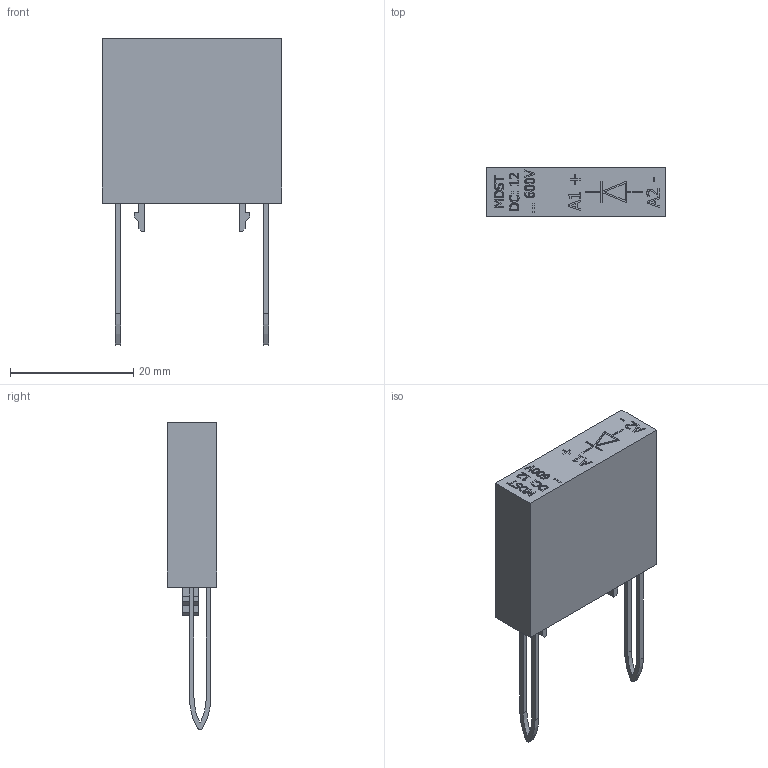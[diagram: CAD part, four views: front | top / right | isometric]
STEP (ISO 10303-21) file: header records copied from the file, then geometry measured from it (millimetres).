
FILE_DESCRIPTION((''),'2;1');
FILE_NAME('12C70087G01 - 300-SDS5T.stp','2015-05-26T09:40:17',('rshanor'),(''),'Autodesk Inventor 2013','Autodesk Inventor 2013','');
FILE_SCHEMA(('AUTOMOTIVE_DESIGN { 1 2 10303 214 0 1 1 1 }'));
Length unit declared in the file: inch
Products named in the file (1): 12C70087G01
Bounding box: 29.05 x 8.03 x 49.77 mm (x, y, z)
Volume: 39.9 mm3; surface area: 6953 mm2
Topology: 1 solids, 2 shells, 936 faces, 2605 edges, 1719 vertices
Faces by surface type: plane 659, bspline 222, cylinder 55
Full cylindrical faces by diameter (mm): 0.8 x2, 1.4 x1, 2.7 x1, 5.5 x1, 6.75 x1
Entity records: 32537 total; most frequent: CARTESIAN_POINT 8902, ORIENTED_EDGE 5202, DIRECTION 3699, EDGE_CURVE 2601, VECTOR 2047, LINE 2047, VERTEX_POINT 1719, EDGE_LOOP 1042
